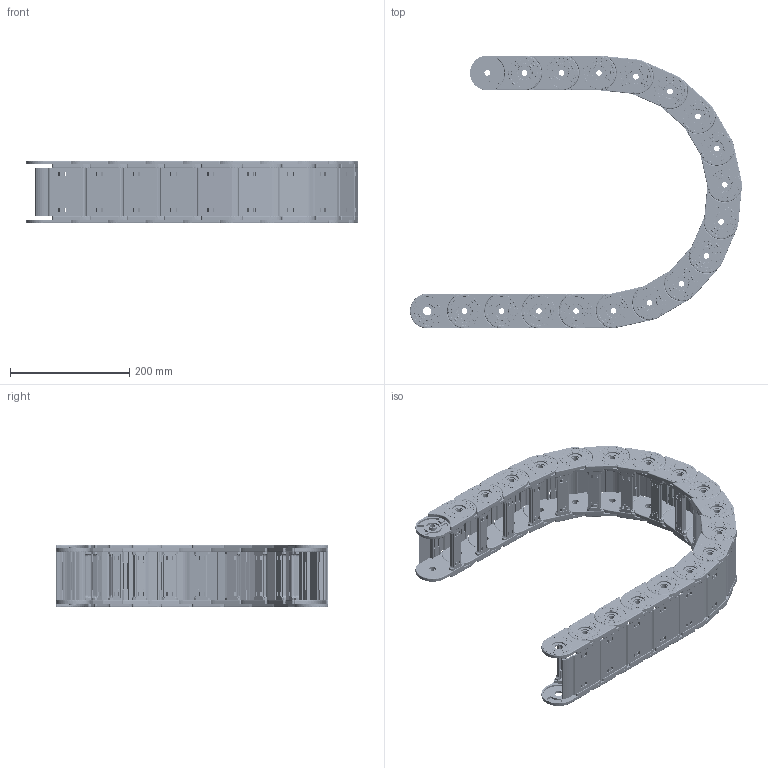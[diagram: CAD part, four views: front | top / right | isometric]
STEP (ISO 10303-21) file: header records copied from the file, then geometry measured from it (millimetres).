
FILE_DESCRIPTION (( 'STEP AP214' ), '1' );
FILE_NAME ('CK42-Y080-R200.STEP', '2019-09-10T07:01:28', ( '' ), ( '' ), 'SwSTEP 2.0', 'SolidWorks 2017', '' );
FILE_SCHEMA (( 'AUTOMOTIVE_DESIGN' ));
Length unit declared in the file: millimetre
Products named in the file (2): CK42-Y080; CK42-Y080-R200
Assembly tree (18 placements, depth 2):
  CK42-Y080-R200
    CK42-Y080  x18
Bounding box: 557.61 x 458 x 105.3 mm (x, y, z)
Volume: 1656734.4 mm3; surface area: 1102322 mm2
Topology: 72 solids, 72 shells, 11898 faces, 30924 edges, 19584 vertices
Faces by surface type: cylinder 5040, plane 4878, bspline 1404, torus 360, sphere 216
Entity records: 35034 total; most frequent: CARTESIAN_POINT 20041, ORIENTED_EDGE 3404, DIRECTION 2524, EDGE_CURVE 1702, VERTEX_POINT 1088, VECTOR 916, LINE 916, AXIS2_PLACEMENT_3D 804
